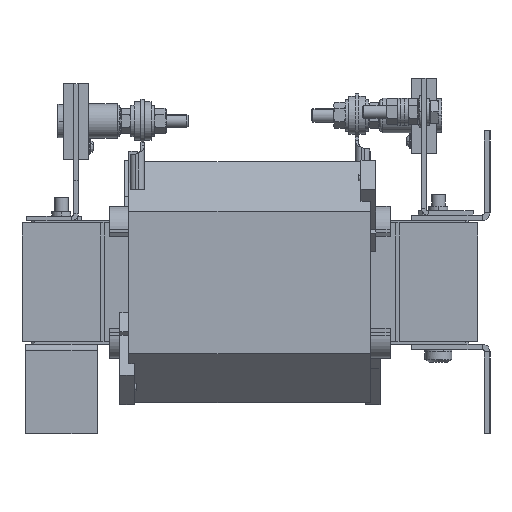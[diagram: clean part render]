
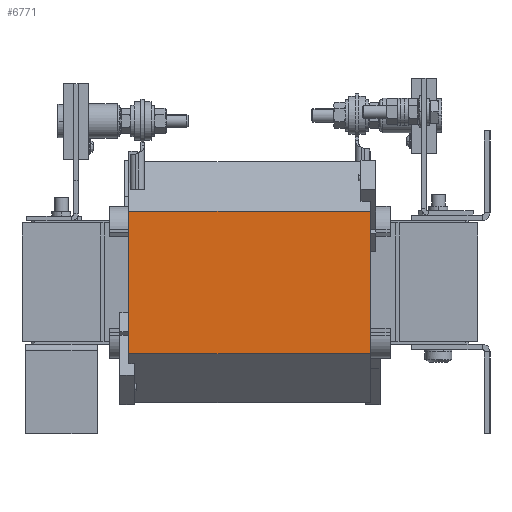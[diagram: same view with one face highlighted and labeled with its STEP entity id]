
A CAD part, left-side view. The second image highlights one B-rep face of the part: STEP entity #6771.
In plain terms, the highlighted planar face has unit normal (-1, 0, 0).
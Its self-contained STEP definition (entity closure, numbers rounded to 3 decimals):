
#3625 = ORIENTED_EDGE ( 'NONE', *, *, #25672, .T. ) ;
#4894 = CARTESIAN_POINT ( 'NONE',  ( -138.75, 138., -31.75 ) ) ;
#4963 = CARTESIAN_POINT ( 'NONE',  ( -138.75, 138., 31.75 ) ) ;
#5941 = VECTOR ( 'NONE', #9383, 1000. ) ;
#6034 = LINE ( 'NONE', #4894, #32115 ) ;
#6255 = VERTEX_POINT ( 'NONE', #4963 ) ;
#6771 = ADVANCED_FACE ( 'Defeature ausgef�hrt2_115', ( #38143 ), #17407, .T. ) ;
#8939 = CARTESIAN_POINT ( 'NONE',  ( -138.75, 30.25, 31.75 ) ) ;
#9383 = DIRECTION ( 'NONE',  ( 0., 1., 0. ) ) ;
#11372 = EDGE_CURVE ( 'Defeature ausgef�hrt2_109+Defeature ausgef�hrt2_115+Defeature ausgef�hrt2_116+Defeature ausgef�hrt2_105', #29484, #48365, #24691, .T. ) ;
#13826 = CARTESIAN_POINT ( 'NONE',  ( -138.75, 30.25, -31.75 ) ) ;
#14156 = VERTEX_POINT ( 'NONE', #8939 ) ;
#17407 = PLANE ( 'NONE',  #43704 ) ;
#19490 = EDGE_CURVE ( 'Defeature ausgef�hrt2_115+Defeature ausgef�hrt2_103+Defeature ausgef�hrt2_116+Defeature ausgef�hrt2_105', #14156, #6255, #44177, .T. ) ;
#20628 = DIRECTION ( 'NONE',  ( 0., 1., 0. ) ) ;
#23106 = DIRECTION ( 'NONE',  ( 0., 0., 1. ) ) ;
#23785 = ORIENTED_EDGE ( 'NONE', *, *, #11372, .F. ) ;
#24691 = LINE ( 'NONE', #13826, #5941 ) ;
#25672 = EDGE_CURVE ( 'Defeature ausgef�hrt2_115+Defeature ausgef�hrt2_116+Defeature ausgef�hrt2_109+Defeature ausgef�hrt2_103', #29484, #14156, #49701, .T. ) ;
#26391 = DIRECTION ( 'NONE',  ( -1., 0., 0. ) ) ;
#26751 = DIRECTION ( 'NONE',  ( 0., 1., 0. ) ) ;
#28492 = ORIENTED_EDGE ( 'NONE', *, *, #19490, .T. ) ;
#29484 = VERTEX_POINT ( 'NONE', #30091 ) ;
#30091 = CARTESIAN_POINT ( 'NONE',  ( -138.75, 30.25, -31.75 ) ) ;
#32115 = VECTOR ( 'NONE', #39051, 1000. ) ;
#32715 = EDGE_LOOP ( 'NONE', ( #28492, #51434, #23785, #3625 ) ) ;
#34609 = CARTESIAN_POINT ( 'NONE',  ( -138.75, 30.25, -31.75 ) ) ;
#37500 = VECTOR ( 'NONE', #20628, 1000. ) ;
#38143 = FACE_OUTER_BOUND ( 'NONE', #32715, .T. ) ;
#39051 = DIRECTION ( 'NONE',  ( 0., 0., 1. ) ) ;
#41585 = CARTESIAN_POINT ( 'NONE',  ( -138.75, 30.25, 31.75 ) ) ;
#41741 = CARTESIAN_POINT ( 'NONE',  ( -138.75, 138., -31.75 ) ) ;
#43704 = AXIS2_PLACEMENT_3D ( 'NONE', #34609, #26391, #26751 ) ;
#44177 = LINE ( 'NONE', #41585, #37500 ) ;
#48365 = VERTEX_POINT ( 'NONE', #41741 ) ;
#49458 = EDGE_CURVE ( 'Defeature ausgef�hrt2_105+Defeature ausgef�hrt2_115+Defeature ausgef�hrt2_109+Defeature ausgef�hrt2_103', #48365, #6255, #6034, .T. ) ;
#49701 = LINE ( 'NONE', #51529, #55088 ) ;
#51434 = ORIENTED_EDGE ( 'NONE', *, *, #49458, .F. ) ;
#51529 = CARTESIAN_POINT ( 'NONE',  ( -138.75, 30.25, -31.75 ) ) ;
#55088 = VECTOR ( 'NONE', #23106, 1000. ) ;
